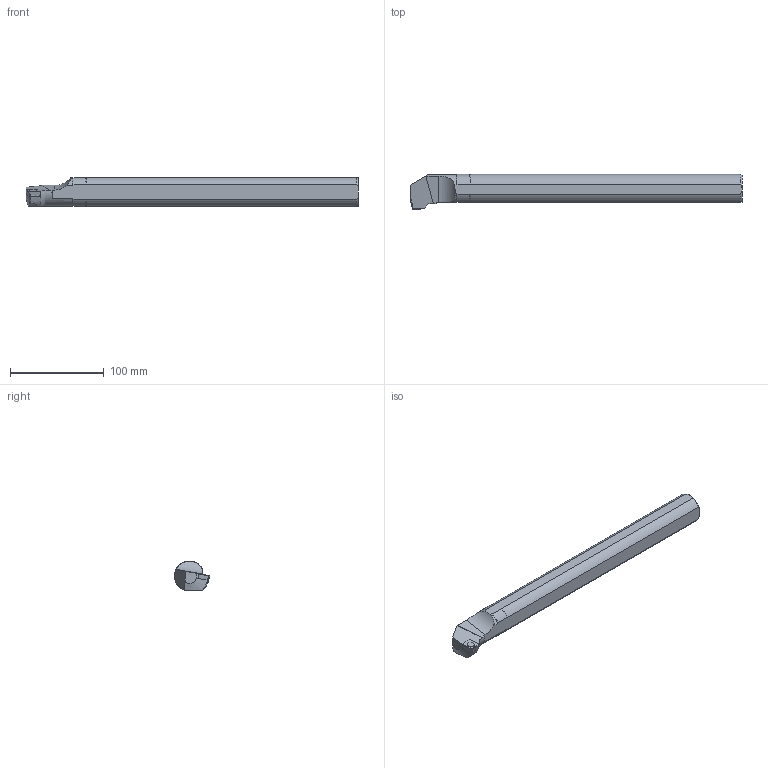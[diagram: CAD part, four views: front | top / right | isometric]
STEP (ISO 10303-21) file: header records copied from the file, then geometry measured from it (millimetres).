
FILE_DESCRIPTION(/* description */ (''),/* implementation_level */ '2;1');
FILE_NAME(/* name */ 'S32USCKCR12A_SIM.stp',/* time_stamp */ '2022-02-10T10:33:18+01:00',/* author */ (''),/* organization */ (''),/* preprocessor_version */ 'ST-DEVELOPER v16.7',/* originating_system */ 'SIEMENS PLM Software NX 12.0',/* authorisation */ '');
FILE_SCHEMA (('AUTOMOTIVE_DESIGN { 1 0 10303 214 3 1 1 1 }'));
Length unit declared in the file: millimetre
Products named in the file (1): krab4F786A8230ct
Bounding box: 354.94 x 37.88 x 30 mm (x, y, z)
Volume: 261591.7 mm3; surface area: 36548.9 mm2
Topology: 2 solids, 2 shells, 47 faces, 128 edges, 85 vertices
Faces by surface type: plane 17, cone 12, cylinder 12, bspline 4, torus 2
Full cylindrical faces by diameter (mm): 5.5 x1, 7.5 x1
Entity records: 1841 total; most frequent: CARTESIAN_POINT 709, ORIENTED_EDGE 248, DIRECTION 199, EDGE_CURVE 124, VERTEX_POINT 84, AXIS2_PLACEMENT_3D 78, EDGE_LOOP 52, ADVANCED_FACE 47
